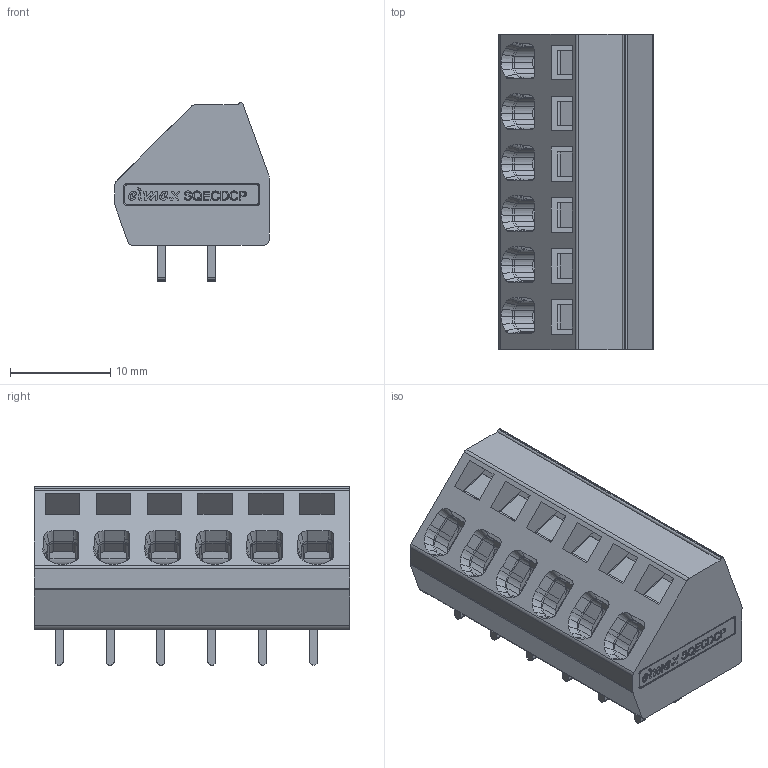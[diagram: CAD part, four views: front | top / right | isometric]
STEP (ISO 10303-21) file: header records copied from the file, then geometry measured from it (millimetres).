
FILE_DESCRIPTION(/* description */ ('Unknown'),/* implementation_level */ '2;1');
FILE_NAME(/* name */ 'SQECD-6W-SOLID',/* time_stamp */ '2024-06-21T15:14:28+06:00',/* author */ ('Unknown'),/* organization */ ('Unknown'),/* preprocessor_version */ 'ST-DEVELOPER v16.7',/* originating_system */ 'Solid Edge',/* authorisation */ 'Unknown');
FILE_SCHEMA (('AUTOMOTIVE_DESIGN {1 0 10303 214 3 1 1}'));
Products named in the file (1): Part8
Bounding box: 15.4 x 31.48 x 17.8 mm (x, y, z)
Volume: 3379.1 mm3; surface area: 7060.9 mm2
Topology: 1 solids, 52 shells, 2911 faces, 8157 edges, 5303 vertices
Faces by surface type: plane 1566, cylinder 767, bspline 362, torus 120, cone 96
Full cylindrical faces by diameter (mm): 1.5 x36
Entity records: 120449 total; most frequent: CARTESIAN_POINT 26306, ORIENTED_EDGE 16068, DIRECTION 14344, EDGE_CURVE 8034, VERTEX_POINT 5264, LINE 5230, VECTOR 5230, AXIS2_PLACEMENT_3D 4557
